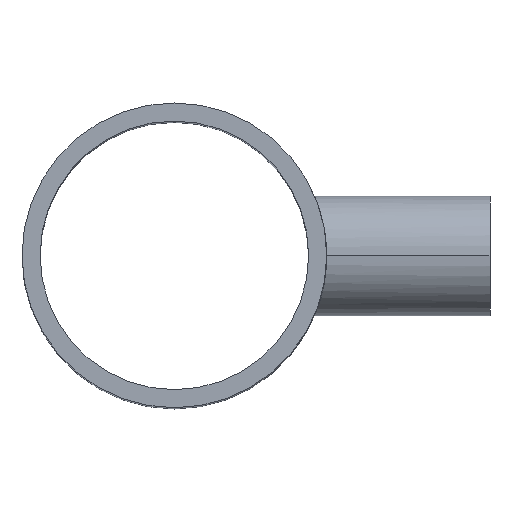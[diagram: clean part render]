
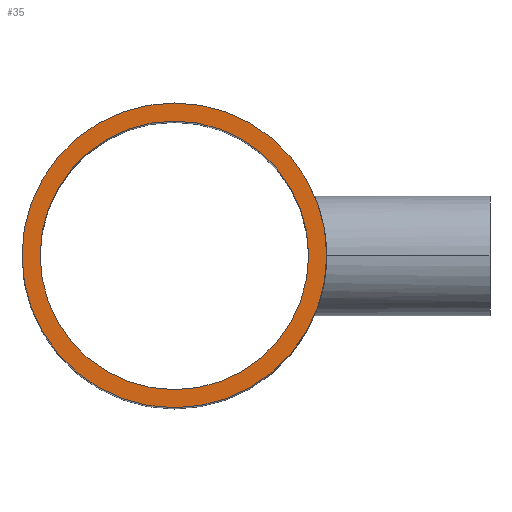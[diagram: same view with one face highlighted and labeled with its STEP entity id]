
A CAD part, top view. The second image highlights one B-rep face of the part: STEP entity #35.
In plain terms, the highlighted planar face has unit normal (0, 0, 1).
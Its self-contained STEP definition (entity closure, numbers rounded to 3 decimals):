
#1 = CARTESIAN_POINT ( 'NONE',  ( -123.4, 0., 345. ) ) ;
#24 = CARTESIAN_POINT ( 'NONE',  ( 140., 0., 345. ) ) ;
#33 = ORIENTED_EDGE ( 'NONE', *, *, #177, .T. ) ;
#35 = ADVANCED_FACE ( 'NONE', ( #134, #393 ), #192, .T. ) ;
#63 = EDGE_LOOP ( 'NONE', ( #484, #217 ) ) ;
#65 = DIRECTION ( 'NONE',  ( 1., 0., 0. ) ) ;
#74 = DIRECTION ( 'NONE',  ( 0., 0., 1. ) ) ;
#75 = DIRECTION ( 'NONE',  ( 1., 0., 0. ) ) ;
#78 = DIRECTION ( 'NONE',  ( 1., 0., 0. ) ) ;
#103 = AXIS2_PLACEMENT_3D ( 'NONE', #628, #534, #75 ) ;
#107 = EDGE_CURVE ( 'NONE', #390, #247, #277, .T. ) ;
#117 = AXIS2_PLACEMENT_3D ( 'NONE', #594, #284, #78 ) ;
#134 = FACE_OUTER_BOUND ( 'NONE', #549, .T. ) ;
#177 = EDGE_CURVE ( 'NONE', #198, #655, #434, .T. ) ;
#192 = PLANE ( 'NONE',  #117 ) ;
#198 = VERTEX_POINT ( 'NONE', #630 ) ;
#217 = ORIENTED_EDGE ( 'NONE', *, *, #107, .F. ) ;
#222 = ORIENTED_EDGE ( 'NONE', *, *, #433, .T. ) ;
#226 = CARTESIAN_POINT ( 'NONE',  ( 0., 0., 345. ) ) ;
#229 = DIRECTION ( 'NONE',  ( 1., 0., 0. ) ) ;
#230 = CARTESIAN_POINT ( 'NONE',  ( 123.4, 0., 345. ) ) ;
#232 = DIRECTION ( 'NONE',  ( 0., 0., 1. ) ) ;
#247 = VERTEX_POINT ( 'NONE', #1 ) ;
#277 = CIRCLE ( 'NONE', #362, 123.4 ) ;
#284 = DIRECTION ( 'NONE',  ( 0., 0., 1. ) ) ;
#317 = AXIS2_PLACEMENT_3D ( 'NONE', #226, #623, #65 ) ;
#362 = AXIS2_PLACEMENT_3D ( 'NONE', #440, #74, #437 ) ;
#366 = EDGE_CURVE ( 'NONE', #247, #390, #449, .T. ) ;
#383 = CARTESIAN_POINT ( 'NONE',  ( 0., 0., 345. ) ) ;
#390 = VERTEX_POINT ( 'NONE', #230 ) ;
#393 = FACE_BOUND ( 'NONE', #63, .T. ) ;
#415 = AXIS2_PLACEMENT_3D ( 'NONE', #383, #232, #229 ) ;
#433 = EDGE_CURVE ( 'NONE', #655, #198, #637, .T. ) ;
#434 = CIRCLE ( 'NONE', #415, 140. ) ;
#437 = DIRECTION ( 'NONE',  ( 1., 0., 0. ) ) ;
#440 = CARTESIAN_POINT ( 'NONE',  ( 0., 0., 345. ) ) ;
#449 = CIRCLE ( 'NONE', #317, 123.4 ) ;
#484 = ORIENTED_EDGE ( 'NONE', *, *, #366, .F. ) ;
#534 = DIRECTION ( 'NONE',  ( 0., 0., 1. ) ) ;
#549 = EDGE_LOOP ( 'NONE', ( #33, #222 ) ) ;
#594 = CARTESIAN_POINT ( 'NONE',  ( 0., 0., 345. ) ) ;
#623 = DIRECTION ( 'NONE',  ( 0., 0., 1. ) ) ;
#628 = CARTESIAN_POINT ( 'NONE',  ( 0., 0., 345. ) ) ;
#630 = CARTESIAN_POINT ( 'NONE',  ( -140., 0., 345. ) ) ;
#637 = CIRCLE ( 'NONE', #103, 140. ) ;
#655 = VERTEX_POINT ( 'NONE', #24 ) ;
